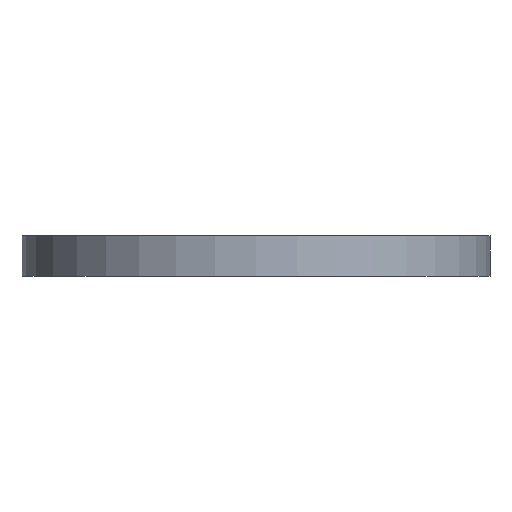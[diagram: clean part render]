
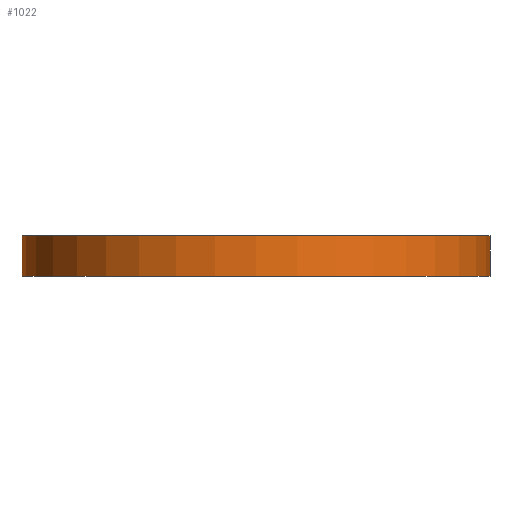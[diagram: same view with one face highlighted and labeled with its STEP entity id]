
A CAD part, front view. The second image highlights one B-rep face of the part: STEP entity #1022.
In plain terms, the highlighted cylindrical face has radius 17.345 mm (diameter 34.69 mm), a full revolution.
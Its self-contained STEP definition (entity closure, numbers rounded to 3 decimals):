
#1022 = ADVANCED_FACE( '', ( #2240, #2241 ), #2242, .T. );
#2240 = FACE_OUTER_BOUND( '', #5597, .T. );
#2241 = FACE_OUTER_BOUND( '', #5598, .T. );
#2242 = CYLINDRICAL_SURFACE( '', #5599, 17.345 );
#5597 = EDGE_LOOP( '', ( #10501 ) );
#5598 = EDGE_LOOP( '', ( #10502 ) );
#5599 = AXIS2_PLACEMENT_3D( '', #10503, #10504, #10505 );
#10501 = ORIENTED_EDGE( '', *, *, #13158, .T. );
#10502 = ORIENTED_EDGE( '', *, *, #12151, .T. );
#10503 = CARTESIAN_POINT( '', ( 0., 0., 0. ) );
#10504 = DIRECTION( '', ( 0., 0., -1. ) );
#10505 = DIRECTION( '', ( 1., 0., 0. ) );
#12151 = EDGE_CURVE( '', #14182, #14182, #14183, .F. );
#13158 = EDGE_CURVE( '', #15873, #15873, #15874, .F. );
#14182 = VERTEX_POINT( '', #17276 );
#14183 = CIRCLE( '', #17277, 17.345 );
#15873 = VERTEX_POINT( '', #20542 );
#15874 = CIRCLE( '', #20543, 17.345 );
#17276 = CARTESIAN_POINT( '', ( -17.345, 0., -3. ) );
#17277 = AXIS2_PLACEMENT_3D( '', #21655, #21656, #21657 );
#20542 = CARTESIAN_POINT( '', ( 17.345, 0., 0. ) );
#20543 = AXIS2_PLACEMENT_3D( '', #22142, #22143, #22144 );
#21655 = CARTESIAN_POINT( '', ( 0., 0., -3. ) );
#21656 = DIRECTION( '', ( 0., 0., -1. ) );
#21657 = DIRECTION( '', ( -1., 0., 0. ) );
#22142 = CARTESIAN_POINT( '', ( 0., 0., 0. ) );
#22143 = DIRECTION( '', ( 0., 0., 1. ) );
#22144 = DIRECTION( '', ( 1., 0., 0. ) );
